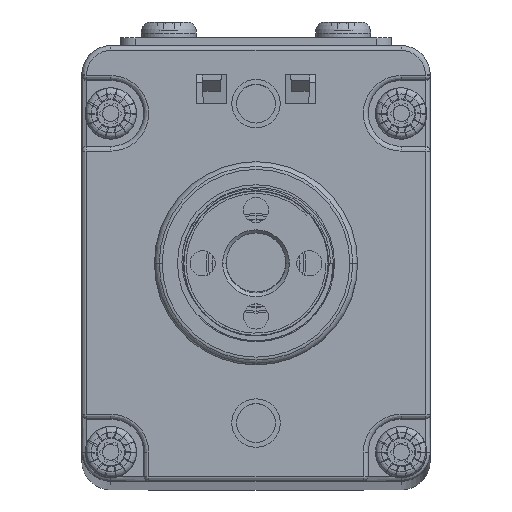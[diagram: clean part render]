
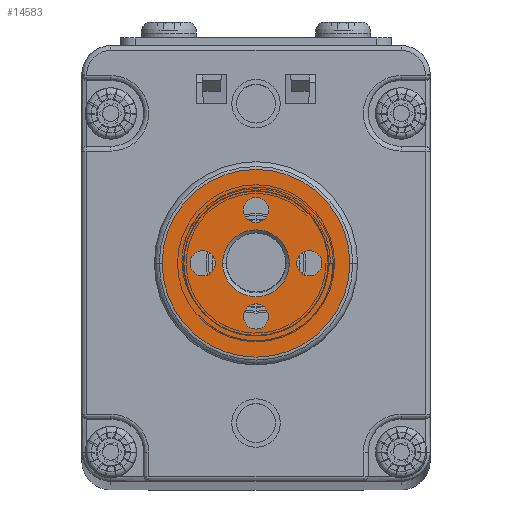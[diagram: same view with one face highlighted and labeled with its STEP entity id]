
A CAD part, top view. The second image highlights one B-rep face of the part: STEP entity #14583.
In plain terms, the highlighted face is planar.
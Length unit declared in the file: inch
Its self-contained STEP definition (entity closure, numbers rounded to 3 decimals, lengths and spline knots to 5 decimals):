
#13142=CARTESIAN_POINT('',(0.,0.,0.));
#13143=DIRECTION('',(0.,1.,0.));
#13144=DIRECTION('',(1.,0.,0.));
#13145=AXIS2_PLACEMENT_3D('',#13142,#13143,#13144);
#13147=CARTESIAN_POINT('',(0.,0.,0.));
#13148=DIRECTION('',(0.,1.,0.));
#13149=DIRECTION('',(-1.,0.,0.));
#13150=AXIS2_PLACEMENT_3D('',#13147,#13148,#13149);
#13152=CARTESIAN_POINT('',(0.,0.,0.));
#13153=DIRECTION('',(0.,-1.,0.));
#13154=DIRECTION('',(1.,0.,0.));
#13155=AXIS2_PLACEMENT_3D('',#13152,#13153,#13154);
#13157=CARTESIAN_POINT('',(0.,0.,0.));
#13158=DIRECTION('',(0.,-1.,0.));
#13159=DIRECTION('',(-1.,0.,0.));
#13160=AXIS2_PLACEMENT_3D('',#13157,#13158,#13159);
#13162=CARTESIAN_POINT('',(0.,0.,-5.5));
#13163=DIRECTION('',(0.,1.,0.));
#13164=DIRECTION('',(1.,0.,0.));
#13165=AXIS2_PLACEMENT_3D('',#13162,#13163,#13164);
#13167=CARTESIAN_POINT('',(0.,0.,-5.5));
#13168=DIRECTION('',(0.,1.,0.));
#13169=DIRECTION('',(-1.,0.,0.));
#13170=AXIS2_PLACEMENT_3D('',#13167,#13168,#13169);
#13172=CARTESIAN_POINT('',(5.5,0.,0.));
#13173=DIRECTION('',(0.,1.,0.));
#13174=DIRECTION('',(1.,0.,0.));
#13175=AXIS2_PLACEMENT_3D('',#13172,#13173,#13174);
#13177=CARTESIAN_POINT('',(5.5,0.,0.));
#13178=DIRECTION('',(0.,1.,0.));
#13179=DIRECTION('',(-1.,0.,0.));
#13180=AXIS2_PLACEMENT_3D('',#13177,#13178,#13179);
#13182=CARTESIAN_POINT('',(0.,0.,5.5));
#13183=DIRECTION('',(0.,1.,0.));
#13184=DIRECTION('',(1.,0.,0.));
#13185=AXIS2_PLACEMENT_3D('',#13182,#13183,#13184);
#13187=CARTESIAN_POINT('',(0.,0.,5.5));
#13188=DIRECTION('',(0.,1.,0.));
#13189=DIRECTION('',(-1.,0.,0.));
#13190=AXIS2_PLACEMENT_3D('',#13187,#13188,#13189);
#13192=CARTESIAN_POINT('',(-5.5,0.,0.));
#13193=DIRECTION('',(0.,1.,0.));
#13194=DIRECTION('',(1.,0.,0.));
#13195=AXIS2_PLACEMENT_3D('',#13192,#13193,#13194);
#13197=CARTESIAN_POINT('',(-5.5,0.,0.));
#13198=DIRECTION('',(0.,1.,0.));
#13199=DIRECTION('',(-1.,0.,0.));
#13200=AXIS2_PLACEMENT_3D('',#13197,#13198,#13199);
#14269=CARTESIAN_POINT('',(9.7,0.,0.));
#14270=CARTESIAN_POINT('',(-9.7,0.,0.));
#14271=VERTEX_POINT('',#14269);
#14272=VERTEX_POINT('',#14270);
#14297=CARTESIAN_POINT('',(3.44999,0.,0.));
#14298=CARTESIAN_POINT('',(-3.44999,0.,0.));
#14299=VERTEX_POINT('',#14297);
#14300=VERTEX_POINT('',#14298);
#14321=CARTESIAN_POINT('',(1.3,0.,-5.5));
#14322=CARTESIAN_POINT('',(-1.3,0.,-5.5));
#14323=VERTEX_POINT('',#14321);
#14324=VERTEX_POINT('',#14322);
#14325=CARTESIAN_POINT('',(6.8,0.,0.));
#14326=CARTESIAN_POINT('',(4.2,0.,0.));
#14327=VERTEX_POINT('',#14325);
#14328=VERTEX_POINT('',#14326);
#14329=CARTESIAN_POINT('',(1.3,0.,5.5));
#14330=CARTESIAN_POINT('',(-1.3,0.,5.5));
#14331=VERTEX_POINT('',#14329);
#14332=VERTEX_POINT('',#14330);
#14333=CARTESIAN_POINT('',(-4.2,0.,0.));
#14334=CARTESIAN_POINT('',(-6.8,0.,0.));
#14335=VERTEX_POINT('',#14333);
#14336=VERTEX_POINT('',#14334);
#14543=CARTESIAN_POINT('',(0.,0.,0.));
#14544=DIRECTION('',(0.,1.,0.));
#14545=DIRECTION('',(1.,0.,0.));
#14546=AXIS2_PLACEMENT_3D('',#14543,#14544,#14545);
#14547=PLANE('',#14546);
#14549=ORIENTED_EDGE('',*,*,#14548,.F.);
#14551=ORIENTED_EDGE('',*,*,#14550,.F.);
#14552=EDGE_LOOP('',(#14549,#14551));
#14553=FACE_OUTER_BOUND('',#14552,.F.);
#14555=ORIENTED_EDGE('',*,*,#14554,.F.);
#14556=ORIENTED_EDGE('',*,*,#14533,.F.);
#14557=EDGE_LOOP('',(#14555,#14556));
#14558=FACE_BOUND('',#14557,.F.);
#14560=ORIENTED_EDGE('',*,*,#14559,.T.);
#14562=ORIENTED_EDGE('',*,*,#14561,.T.);
#14563=EDGE_LOOP('',(#14560,#14562));
#14564=FACE_BOUND('',#14563,.F.);
#14566=ORIENTED_EDGE('',*,*,#14565,.T.);
#14568=ORIENTED_EDGE('',*,*,#14567,.T.);
#14569=EDGE_LOOP('',(#14566,#14568));
#14570=FACE_BOUND('',#14569,.F.);
#14572=ORIENTED_EDGE('',*,*,#14571,.T.);
#14574=ORIENTED_EDGE('',*,*,#14573,.T.);
#14575=EDGE_LOOP('',(#14572,#14574));
#14576=FACE_BOUND('',#14575,.F.);
#14578=ORIENTED_EDGE('',*,*,#14577,.T.);
#14580=ORIENTED_EDGE('',*,*,#14579,.T.);
#14581=EDGE_LOOP('',(#14578,#14580));
#14582=FACE_BOUND('',#14581,.F.);
#14583=ADVANCED_FACE('',(#14553,#14558,#14564,#14570,#14576,#14582),#14547,.T.);
#13146=CIRCLE('',#13145,9.7);
#13151=CIRCLE('',#13150,9.7);
#13156=CIRCLE('',#13155,3.44999);
#13161=CIRCLE('',#13160,3.44999);
#13166=CIRCLE('',#13165,1.3);
#13171=CIRCLE('',#13170,1.3);
#13176=CIRCLE('',#13175,1.3);
#13181=CIRCLE('',#13180,1.3);
#13186=CIRCLE('',#13185,1.3);
#13191=CIRCLE('',#13190,1.3);
#13196=CIRCLE('',#13195,1.3);
#13201=CIRCLE('',#13200,1.3);
#14533=EDGE_CURVE('',#14300,#14299,#13161,.T.);
#14548=EDGE_CURVE('',#14271,#14272,#13146,.T.);
#14550=EDGE_CURVE('',#14272,#14271,#13151,.T.);
#14554=EDGE_CURVE('',#14299,#14300,#13156,.T.);
#14559=EDGE_CURVE('',#14323,#14324,#13166,.T.);
#14561=EDGE_CURVE('',#14324,#14323,#13171,.T.);
#14565=EDGE_CURVE('',#14327,#14328,#13176,.T.);
#14567=EDGE_CURVE('',#14328,#14327,#13181,.T.);
#14571=EDGE_CURVE('',#14331,#14332,#13186,.T.);
#14573=EDGE_CURVE('',#14332,#14331,#13191,.T.);
#14577=EDGE_CURVE('',#14335,#14336,#13196,.T.);
#14579=EDGE_CURVE('',#14336,#14335,#13201,.T.);
